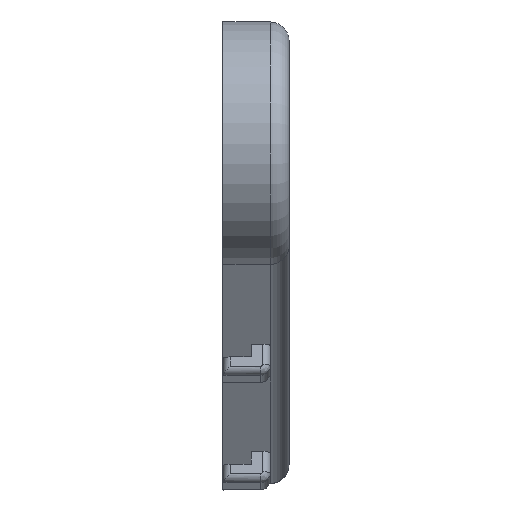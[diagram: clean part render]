
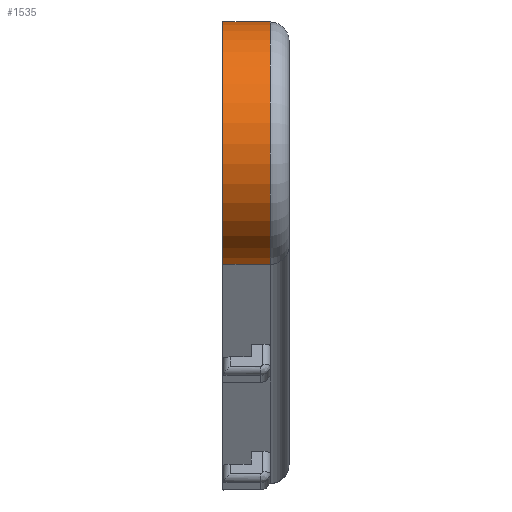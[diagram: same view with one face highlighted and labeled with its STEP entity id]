
A CAD part, front view. The second image highlights one B-rep face of the part: STEP entity #1535.
In plain terms, the highlighted cylindrical face has radius 13 mm (diameter 26 mm), a partial arc.
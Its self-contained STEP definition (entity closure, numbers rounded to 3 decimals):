
#169=FACE_OUTER_BOUND('',#272,.T.);
#272=EDGE_LOOP('',(#1369,#1370,#1371,#1372));
#361=CIRCLE('',#1685,13.);
#375=CIRCLE('',#1711,13.);
#481=LINE('',#2601,#610);
#503=LINE('',#2667,#632);
#610=VECTOR('',#2095,10.);
#632=VECTOR('',#2175,10.);
#748=VERTEX_POINT('',#2589);
#749=VERTEX_POINT('',#2591);
#752=VERTEX_POINT('',#2599);
#765=VERTEX_POINT('',#2645);
#939=EDGE_CURVE('',#749,#748,#361,.T.);
#944=EDGE_CURVE('',#748,#752,#481,.T.);
#972=EDGE_CURVE('',#765,#752,#375,.T.);
#980=EDGE_CURVE('',#749,#765,#503,.T.);
#1369=ORIENTED_EDGE('',*,*,#939,.T.);
#1370=ORIENTED_EDGE('',*,*,#944,.T.);
#1371=ORIENTED_EDGE('',*,*,#972,.F.);
#1372=ORIENTED_EDGE('',*,*,#980,.F.);
#1453=CYLINDRICAL_SURFACE('',#1717,13.);
#1535=ADVANCED_FACE('',(#169),#1453,.T.);
#1685=AXIS2_PLACEMENT_3D('',#2592,#2086,#2087);
#1711=AXIS2_PLACEMENT_3D('',#2654,#2156,#2157);
#1717=AXIS2_PLACEMENT_3D('',#2668,#2176,#2177);
#2086=DIRECTION('center_axis',(1.,0.,0.));
#2087=DIRECTION('ref_axis',(0.,0.,-1.));
#2095=DIRECTION('',(1.,0.,0.));
#2156=DIRECTION('center_axis',(1.,0.,0.));
#2157=DIRECTION('ref_axis',(0.,-0.966,0.259));
#2175=DIRECTION('',(1.,0.,0.));
#2176=DIRECTION('center_axis',(1.,0.,0.));
#2177=DIRECTION('ref_axis',(0.,-0.966,0.259));
#2589=CARTESIAN_POINT('',(5.1,72.652,-40.119));
#2591=CARTESIAN_POINT('',(5.1,79.378,-15.02));
#2592=CARTESIAN_POINT('Origin',(5.1,75.577,-27.452));
#2599=CARTESIAN_POINT('',(10.1,72.652,-40.119));
#2601=CARTESIAN_POINT('',(-1.9,72.652,-40.119));
#2645=CARTESIAN_POINT('',(10.1,79.378,-15.02));
#2654=CARTESIAN_POINT('Origin',(10.1,75.577,-27.452));
#2667=CARTESIAN_POINT('',(-1.9,79.378,-15.02));
#2668=CARTESIAN_POINT('Origin',(-1.9,75.577,-27.452));
